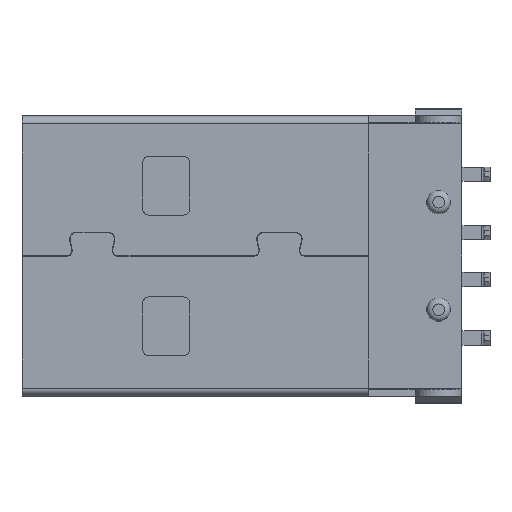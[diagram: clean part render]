
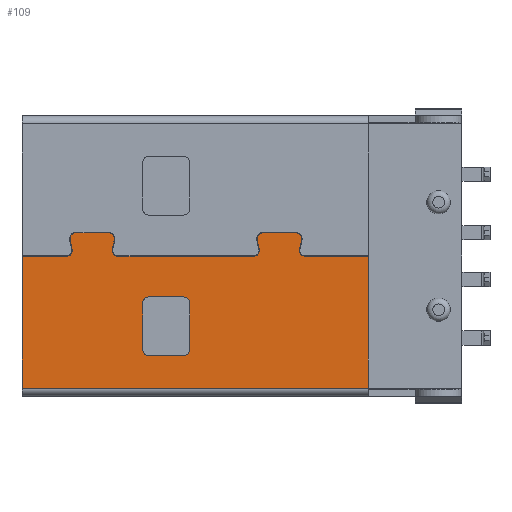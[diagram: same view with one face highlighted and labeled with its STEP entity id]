
A CAD part, front view. The second image highlights one B-rep face of the part: STEP entity #109.
In plain terms, the highlighted planar face has unit normal (0, -1, 0).
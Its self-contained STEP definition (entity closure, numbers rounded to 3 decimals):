
#109=ADVANCED_FACE('',(#502,#503),#504,.F.);
#502=FACE_OUTER_BOUND('',#1245,.T.);
#503=FACE_BOUND('',#1246,.T.);
#504=PLANE('',#1247);
#1245=EDGE_LOOP('',(#2848,#2849,#2850,#2851,#2852,#2853,#2854,#2855,#2856,#2857,#2858,#2859,#2860,#2861,#2862,#2863,#2864,#2865,#2866,#2867));
#1246=EDGE_LOOP('',(#2868,#2869,#2870,#2871,#2872,#2873,#2874,#2875));
#1247=AXIS2_PLACEMENT_3D('',#2876,#2877,#2878);
#2848=ORIENTED_EDGE('',*,*,#5571,.F.);
#2849=ORIENTED_EDGE('',*,*,#5572,.F.);
#2850=ORIENTED_EDGE('',*,*,#5573,.F.);
#2851=ORIENTED_EDGE('',*,*,#5574,.F.);
#2852=ORIENTED_EDGE('',*,*,#5575,.F.);
#2853=ORIENTED_EDGE('',*,*,#5576,.F.);
#2854=ORIENTED_EDGE('',*,*,#5577,.F.);
#2855=ORIENTED_EDGE('',*,*,#5578,.F.);
#2856=ORIENTED_EDGE('',*,*,#5579,.F.);
#2857=ORIENTED_EDGE('',*,*,#5580,.F.);
#2858=ORIENTED_EDGE('',*,*,#5581,.F.);
#2859=ORIENTED_EDGE('',*,*,#5582,.F.);
#2860=ORIENTED_EDGE('',*,*,#5583,.F.);
#2861=ORIENTED_EDGE('',*,*,#5584,.F.);
#2862=ORIENTED_EDGE('',*,*,#5585,.F.);
#2863=ORIENTED_EDGE('',*,*,#5586,.F.);
#2864=ORIENTED_EDGE('',*,*,#5492,.T.);
#2865=ORIENTED_EDGE('',*,*,#5587,.F.);
#2866=ORIENTED_EDGE('',*,*,#5588,.F.);
#2867=ORIENTED_EDGE('',*,*,#5589,.F.);
#2868=ORIENTED_EDGE('',*,*,#5590,.F.);
#2869=ORIENTED_EDGE('',*,*,#5591,.F.);
#2870=ORIENTED_EDGE('',*,*,#5592,.F.);
#2871=ORIENTED_EDGE('',*,*,#5593,.F.);
#2872=ORIENTED_EDGE('',*,*,#5594,.F.);
#2873=ORIENTED_EDGE('',*,*,#5595,.F.);
#2874=ORIENTED_EDGE('',*,*,#5596,.F.);
#2875=ORIENTED_EDGE('',*,*,#5597,.F.);
#2876=CARTESIAN_POINT('',(14.8,-0.35,-5.65));
#2877=DIRECTION('',(0.0,1.0,0.0));
#2878=DIRECTION('',(1.0,0.0,-0.0));
#5492=EDGE_CURVE('',#6493,#6527,#6529,.T.);
#5571=EDGE_CURVE('',#6660,#6661,#6662,.T.);
#5572=EDGE_CURVE('',#6663,#6660,#6664,.T.);
#5573=EDGE_CURVE('',#6665,#6663,#6666,.T.);
#5574=EDGE_CURVE('',#6667,#6665,#6668,.T.);
#5575=EDGE_CURVE('',#6669,#6667,#6670,.T.);
#5576=EDGE_CURVE('',#6671,#6669,#6672,.T.);
#5577=EDGE_CURVE('',#6673,#6671,#6674,.T.);
#5578=EDGE_CURVE('',#6675,#6673,#6676,.T.);
#5579=EDGE_CURVE('',#6677,#6675,#6678,.T.);
#5580=EDGE_CURVE('',#6679,#6677,#6680,.T.);
#5581=EDGE_CURVE('',#6681,#6679,#6682,.T.);
#5582=EDGE_CURVE('',#6683,#6681,#6684,.T.);
#5583=EDGE_CURVE('',#6685,#6683,#6686,.T.);
#5584=EDGE_CURVE('',#6687,#6685,#6688,.T.);
#5585=EDGE_CURVE('',#6689,#6687,#6690,.T.);
#5586=EDGE_CURVE('',#6493,#6689,#6691,.T.);
#5587=EDGE_CURVE('',#6692,#6527,#6693,.T.);
#5588=EDGE_CURVE('',#6694,#6692,#6695,.T.);
#5589=EDGE_CURVE('',#6661,#6694,#6696,.T.);
#5590=EDGE_CURVE('',#6697,#6698,#6699,.T.);
#5591=EDGE_CURVE('',#6700,#6697,#6701,.T.);
#5592=EDGE_CURVE('',#6702,#6700,#6703,.T.);
#5593=EDGE_CURVE('',#6704,#6702,#6705,.T.);
#5594=EDGE_CURVE('',#6706,#6704,#6707,.T.);
#5595=EDGE_CURVE('',#6708,#6706,#6709,.T.);
#5596=EDGE_CURVE('',#6710,#6708,#6711,.T.);
#5597=EDGE_CURVE('',#6698,#6710,#6712,.T.);
#6493=VERTEX_POINT('',#8106);
#6527=VERTEX_POINT('',#8150);
#6529=LINE('',#8152,#8153);
#6660=VERTEX_POINT('',#8348);
#6661=VERTEX_POINT('',#8349);
#6662=CIRCLE('',#8350,0.25);
#6663=VERTEX_POINT('',#8351);
#6664=LINE('',#8352,#8353);
#6665=VERTEX_POINT('',#8354);
#6666=CIRCLE('',#8355,0.25);
#6667=VERTEX_POINT('',#8356);
#6668=LINE('',#8357,#8358);
#6669=VERTEX_POINT('',#8359);
#6670=CIRCLE('',#8360,0.25);
#6671=VERTEX_POINT('',#8361);
#6672=LINE('',#8362,#8363);
#6673=VERTEX_POINT('',#8364);
#6674=CIRCLE('',#8365,0.25);
#6675=VERTEX_POINT('',#8366);
#6676=LINE('',#8367,#8368);
#6677=VERTEX_POINT('',#8369);
#6678=CIRCLE('',#8370,0.25);
#6679=VERTEX_POINT('',#8371);
#6680=LINE('',#8372,#8373);
#6681=VERTEX_POINT('',#8374);
#6682=CIRCLE('',#8375,0.25);
#6683=VERTEX_POINT('',#8376);
#6684=LINE('',#8377,#8378);
#6685=VERTEX_POINT('',#8379);
#6686=CIRCLE('',#8380,0.25);
#6687=VERTEX_POINT('',#8381);
#6688=LINE('',#8382,#8383);
#6689=VERTEX_POINT('',#8384);
#6690=CIRCLE('',#8385,0.25);
#6691=LINE('',#8386,#8387);
#6692=VERTEX_POINT('',#8388);
#6693=LINE('',#8389,#8390);
#6694=VERTEX_POINT('',#8391);
#6695=LINE('',#8392,#8393);
#6696=LINE('',#8394,#8395);
#6697=VERTEX_POINT('',#8396);
#6698=VERTEX_POINT('',#8397);
#6699=LINE('',#8398,#8399);
#6700=VERTEX_POINT('',#8400);
#6701=CIRCLE('',#8401,0.25);
#6702=VERTEX_POINT('',#8402);
#6703=LINE('',#8403,#8404);
#6704=VERTEX_POINT('',#8405);
#6705=CIRCLE('',#8406,0.25);
#6706=VERTEX_POINT('',#8407);
#6707=LINE('',#8408,#8409);
#6708=VERTEX_POINT('',#8410);
#6709=CIRCLE('',#8411,0.25);
#6710=VERTEX_POINT('',#8412);
#6711=LINE('',#8413,#8414);
#6712=CIRCLE('',#8415,0.25);
#8106=CARTESIAN_POINT('',(0.,-0.35,-0.01));
#8150=CARTESIAN_POINT('',(0.0,-0.35,-5.65));
#8152=CARTESIAN_POINT('',(0.0,-0.35,-5.7));
#8153=VECTOR('',#10742,1000.0);
#8348=CARTESIAN_POINT('',(11.856,-0.35,0.295));
#8349=CARTESIAN_POINT('',(12.1,-0.35,-0.01));
#8350=AXIS2_PLACEMENT_3D('',#10849,#10850,#10851);
#8351=CARTESIAN_POINT('',(11.944,-0.35,0.685));
#8352=CARTESIAN_POINT('',(11.944,-0.35,0.685));
#8353=VECTOR('',#10852,1000.0);
#8354=CARTESIAN_POINT('',(11.7,-0.35,0.99));
#8355=AXIS2_PLACEMENT_3D('',#10853,#10854,#10855);
#8356=CARTESIAN_POINT('',(10.3,-0.35,0.99));
#8357=CARTESIAN_POINT('',(14.8,-0.35,0.99));
#8358=VECTOR('',#10856,1000.0);
#8359=CARTESIAN_POINT('',(10.056,-0.35,0.685));
#8360=AXIS2_PLACEMENT_3D('',#10857,#10858,#10859);
#8361=CARTESIAN_POINT('',(10.144,-0.35,0.295));
#8362=CARTESIAN_POINT('',(10.144,-0.35,0.295));
#8363=VECTOR('',#10860,1000.0);
#8364=CARTESIAN_POINT('',(9.9,-0.35,-0.01));
#8365=AXIS2_PLACEMENT_3D('',#10861,#10862,#10863);
#8366=CARTESIAN_POINT('',(4.1,-0.35,-0.01));
#8367=CARTESIAN_POINT('',(14.8,-0.35,-0.01));
#8368=VECTOR('',#10864,1000.0);
#8369=CARTESIAN_POINT('',(3.856,-0.35,0.295));
#8370=AXIS2_PLACEMENT_3D('',#10865,#10866,#10867);
#8371=CARTESIAN_POINT('',(3.944,-0.35,0.685));
#8372=CARTESIAN_POINT('',(3.944,-0.35,0.685));
#8373=VECTOR('',#10868,1000.0);
#8374=CARTESIAN_POINT('',(3.7,-0.35,0.99));
#8375=AXIS2_PLACEMENT_3D('',#10869,#10870,#10871);
#8376=CARTESIAN_POINT('',(2.3,-0.35,0.99));
#8377=CARTESIAN_POINT('',(14.8,-0.35,0.99));
#8378=VECTOR('',#10872,1000.0);
#8379=CARTESIAN_POINT('',(2.056,-0.35,0.685));
#8380=AXIS2_PLACEMENT_3D('',#10873,#10874,#10875);
#8381=CARTESIAN_POINT('',(2.144,-0.35,0.295));
#8382=CARTESIAN_POINT('',(2.144,-0.35,0.295));
#8383=VECTOR('',#10876,1000.0);
#8384=CARTESIAN_POINT('',(1.9,-0.35,-0.01));
#8385=AXIS2_PLACEMENT_3D('',#10877,#10878,#10879);
#8386=CARTESIAN_POINT('',(14.8,-0.35,-0.01));
#8387=VECTOR('',#10880,1000.0);
#8388=CARTESIAN_POINT('',(14.8,-0.35,-5.65));
#8389=CARTESIAN_POINT('',(14.8,-0.35,-5.65));
#8390=VECTOR('',#10881,1000.0);
#8391=CARTESIAN_POINT('',(14.8,-0.35,-0.01));
#8392=CARTESIAN_POINT('',(14.8,-0.35,-5.65));
#8393=VECTOR('',#10882,1000.0);
#8394=CARTESIAN_POINT('',(14.8,-0.35,-0.01));
#8395=VECTOR('',#10883,1000.0);
#8396=CARTESIAN_POINT('',(5.41,-0.35,-4.25));
#8397=CARTESIAN_POINT('',(6.91,-0.35,-4.25));
#8398=CARTESIAN_POINT('',(14.8,-0.35,-4.25));
#8399=VECTOR('',#10884,1000.0);
#8400=CARTESIAN_POINT('',(5.16,-0.35,-4.0));
#8401=AXIS2_PLACEMENT_3D('',#10885,#10886,#10887);
#8402=CARTESIAN_POINT('',(5.16,-0.35,-2.));
#8403=CARTESIAN_POINT('',(5.16,-0.35,-5.65));
#8404=VECTOR('',#10888,1000.0);
#8405=CARTESIAN_POINT('',(5.41,-0.35,-1.75));
#8406=AXIS2_PLACEMENT_3D('',#10889,#10890,#10891);
#8407=CARTESIAN_POINT('',(6.91,-0.35,-1.75));
#8408=CARTESIAN_POINT('',(14.8,-0.35,-1.75));
#8409=VECTOR('',#10892,1000.0);
#8410=CARTESIAN_POINT('',(7.16,-0.35,-2.0));
#8411=AXIS2_PLACEMENT_3D('',#10893,#10894,#10895);
#8412=CARTESIAN_POINT('',(7.16,-0.35,-4.));
#8413=CARTESIAN_POINT('',(7.16,-0.35,-5.65));
#8414=VECTOR('',#10896,1000.0);
#8415=AXIS2_PLACEMENT_3D('',#10897,#10898,#10899);
#10742=DIRECTION('',(0.0,0.0,-1.0));
#10849=CARTESIAN_POINT('',(12.1,-0.35,0.24));
#10850=DIRECTION('',(0.0,-1.0,0.0));
#10851=DIRECTION('',(0.0,0.0,-1.0));
#10852=DIRECTION('',(-0.22,0.0,-0.976));
#10853=CARTESIAN_POINT('',(11.7,-0.35,0.74));
#10854=DIRECTION('',(0.0,1.0,0.0));
#10855=DIRECTION('',(0.0,0.0,-1.0));
#10856=DIRECTION('',(1.0,0.0,-0.0));
#10857=CARTESIAN_POINT('',(10.3,-0.35,0.74));
#10858=DIRECTION('',(0.0,1.0,0.0));
#10859=DIRECTION('',(0.0,0.0,-1.0));
#10860=DIRECTION('',(-0.22,0.0,0.976));
#10861=CARTESIAN_POINT('',(9.9,-0.35,0.24));
#10862=DIRECTION('',(0.0,-1.0,0.0));
#10863=DIRECTION('',(0.0,0.0,-1.0));
#10864=DIRECTION('',(1.0,0.0,-0.0));
#10865=CARTESIAN_POINT('',(4.1,-0.35,0.24));
#10866=DIRECTION('',(0.0,-1.0,0.0));
#10867=DIRECTION('',(0.0,0.0,-1.0));
#10868=DIRECTION('',(-0.22,0.0,-0.976));
#10869=CARTESIAN_POINT('',(3.7,-0.35,0.74));
#10870=DIRECTION('',(0.0,1.0,0.0));
#10871=DIRECTION('',(0.0,0.0,-1.0));
#10872=DIRECTION('',(1.0,0.0,-0.0));
#10873=CARTESIAN_POINT('',(2.3,-0.35,0.74));
#10874=DIRECTION('',(0.0,1.0,0.0));
#10875=DIRECTION('',(0.0,0.0,-1.0));
#10876=DIRECTION('',(-0.22,0.0,0.976));
#10877=CARTESIAN_POINT('',(1.9,-0.35,0.24));
#10878=DIRECTION('',(0.0,-1.0,0.0));
#10879=DIRECTION('',(0.0,0.0,-1.0));
#10880=DIRECTION('',(1.0,0.0,-0.0));
#10881=DIRECTION('',(-1.0,-0.0,0.0));
#10882=DIRECTION('',(-0.0,0.0,-1.0));
#10883=DIRECTION('',(1.0,0.0,-0.0));
#10884=DIRECTION('',(1.0,0.0,-0.0));
#10885=CARTESIAN_POINT('',(5.41,-0.35,-4.0));
#10886=DIRECTION('',(0.0,-1.0,0.0));
#10887=DIRECTION('',(0.0,0.0,-1.0));
#10888=DIRECTION('',(-0.0,0.0,-1.0));
#10889=CARTESIAN_POINT('',(5.41,-0.35,-2.0));
#10890=DIRECTION('',(0.0,-1.0,0.0));
#10891=DIRECTION('',(0.0,0.0,-1.0));
#10892=DIRECTION('',(-1.0,-0.0,0.0));
#10893=CARTESIAN_POINT('',(6.91,-0.35,-2.0));
#10894=DIRECTION('',(0.0,-1.0,0.0));
#10895=DIRECTION('',(0.0,0.0,-1.0));
#10896=DIRECTION('',(0.0,-0.0,1.0));
#10897=CARTESIAN_POINT('',(6.91,-0.35,-4.0));
#10898=DIRECTION('',(0.0,-1.0,0.0));
#10899=DIRECTION('',(0.0,0.0,-1.0));
